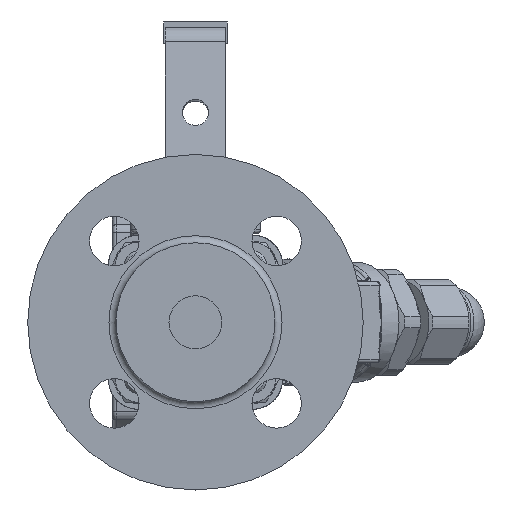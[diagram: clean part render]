
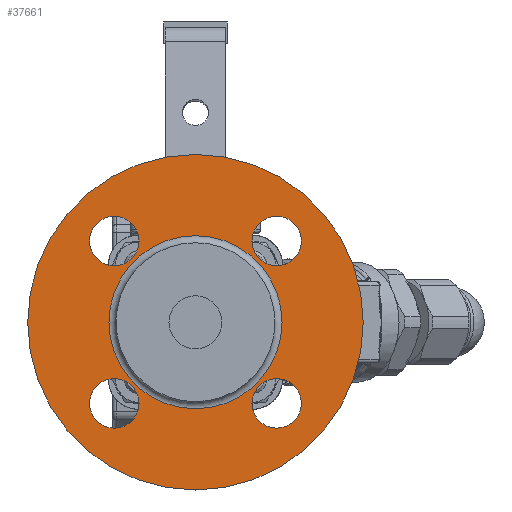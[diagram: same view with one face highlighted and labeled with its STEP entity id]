
A CAD part, left-side view. The second image highlights one B-rep face of the part: STEP entity #37661.
In plain terms, the highlighted planar face has unit normal (-1, 0, 0).
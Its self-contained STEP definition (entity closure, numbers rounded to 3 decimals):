
#2692=FACE_BOUND('',#12267,.T.);
#2693=FACE_BOUND('',#12268,.T.);
#2694=FACE_BOUND('',#12269,.T.);
#2695=FACE_BOUND('',#12270,.T.);
#2696=FACE_BOUND('',#12271,.T.);
#3173=PLANE('',#40782);
#9843=FACE_OUTER_BOUND('',#12266,.T.);
#12266=EDGE_LOOP('',(#29546));
#12267=EDGE_LOOP('',(#29547));
#12268=EDGE_LOOP('',(#29548));
#12269=EDGE_LOOP('',(#29549));
#12270=EDGE_LOOP('',(#29550));
#12271=EDGE_LOOP('',(#29551));
#14640=CIRCLE('',#40781,24.5);
#14641=CIRCLE('',#40783,47.5);
#14642=CIRCLE('',#40784,7.);
#14643=CIRCLE('',#40785,7.);
#14644=CIRCLE('',#40786,7.);
#14645=CIRCLE('',#40787,7.);
#17212=VERTEX_POINT('',#67175);
#17213=VERTEX_POINT('',#67179);
#17214=VERTEX_POINT('',#67181);
#17215=VERTEX_POINT('',#67183);
#17216=VERTEX_POINT('',#67185);
#17217=VERTEX_POINT('',#67187);
#21622=EDGE_CURVE('',#17212,#17212,#14640,.T.);
#21623=EDGE_CURVE('',#17213,#17213,#14641,.T.);
#21624=EDGE_CURVE('',#17214,#17214,#14642,.T.);
#21625=EDGE_CURVE('',#17215,#17215,#14643,.T.);
#21626=EDGE_CURVE('',#17216,#17216,#14644,.T.);
#21627=EDGE_CURVE('',#17217,#17217,#14645,.T.);
#29546=ORIENTED_EDGE('',*,*,#21623,.F.);
#29547=ORIENTED_EDGE('',*,*,#21624,.T.);
#29548=ORIENTED_EDGE('',*,*,#21625,.T.);
#29549=ORIENTED_EDGE('',*,*,#21626,.T.);
#29550=ORIENTED_EDGE('',*,*,#21627,.T.);
#29551=ORIENTED_EDGE('',*,*,#21622,.F.);
#37661=ADVANCED_FACE('',(#9843,#2692,#2693,#2694,#2695,#2696),#3173,.F.);
#40781=AXIS2_PLACEMENT_3D('',#67177,#47406,#47407);
#40782=AXIS2_PLACEMENT_3D('',#67178,#47408,#47409);
#40783=AXIS2_PLACEMENT_3D('',#67180,#47410,#47411);
#40784=AXIS2_PLACEMENT_3D('',#67182,#47412,#47413);
#40785=AXIS2_PLACEMENT_3D('',#67184,#47414,#47415);
#40786=AXIS2_PLACEMENT_3D('',#67186,#47416,#47417);
#40787=AXIS2_PLACEMENT_3D('',#67188,#47418,#47419);
#47406=DIRECTION('center_axis',(-1.,0.,0.));
#47407=DIRECTION('ref_axis',(0.,0.,
-1.));
#47408=DIRECTION('center_axis',(1.,0.,0.));
#47409=DIRECTION('ref_axis',(0.,0.,
-1.));
#47410=DIRECTION('center_axis',(1.,0.,0.));
#47411=DIRECTION('ref_axis',(0.,0.,
-1.));
#47412=DIRECTION('center_axis',(1.,0.,0.));
#47413=DIRECTION('ref_axis',(0.,0.,
1.));
#47414=DIRECTION('center_axis',(1.,0.,0.));
#47415=DIRECTION('ref_axis',(0.,-1.,0.));
#47416=DIRECTION('center_axis',(1.,0.,0.));
#47417=DIRECTION('ref_axis',(0.,0.,
-1.));
#47418=DIRECTION('center_axis',(1.,0.,0.));
#47419=DIRECTION('ref_axis',(0.,1.,0.));
#67175=CARTESIAN_POINT('',(-269.036,18.833,22.983));
#67177=CARTESIAN_POINT('Origin',(-269.036,18.833,-1.517));
#67178=CARTESIAN_POINT('Origin',(-269.036,18.833,-1.517));
#67179=CARTESIAN_POINT('',(-269.036,18.833,45.983));
#67180=CARTESIAN_POINT('Origin',(-269.036,18.833,-1.517));
#67181=CARTESIAN_POINT('',(-269.036,41.814,14.464));
#67182=CARTESIAN_POINT('Origin',(-269.036,41.814,21.464));
#67183=CARTESIAN_POINT('',(-269.036,2.852,21.464));
#67184=CARTESIAN_POINT('Origin',(-269.036,-4.148,21.464));
#67185=CARTESIAN_POINT('',(-269.036,-4.148,-17.498));
#67186=CARTESIAN_POINT('Origin',(-269.036,-4.148,-24.498));
#67187=CARTESIAN_POINT('',(-269.036,34.814,-24.498));
#67188=CARTESIAN_POINT('Origin',(-269.036,41.814,-24.498));
